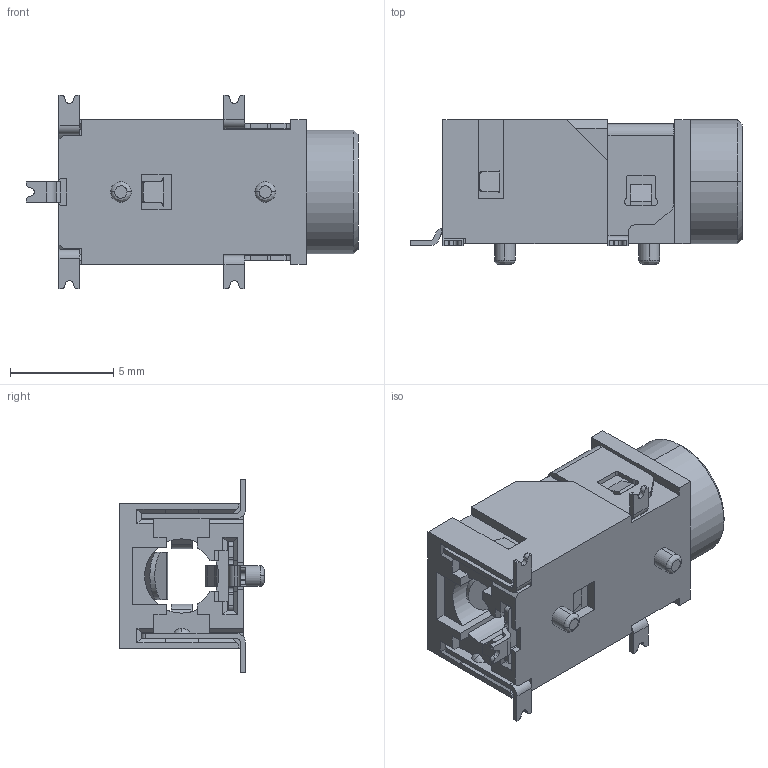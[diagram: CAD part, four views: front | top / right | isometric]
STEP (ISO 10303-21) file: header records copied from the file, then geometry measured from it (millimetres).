
FILE_DESCRIPTION (( 'STEP AP214' ), '1' );
FILE_NAME ('CUI_DEVICES_SJ2-3514A-SMT-TR.STEP', '2020-03-28T00:39:50', ( '' ), ( '' ), 'SwSTEP 2.0', 'SolidWorks 2018', '' );
FILE_SCHEMA (( 'AUTOMOTIVE_DESIGN' ));
Length unit declared in the file: millimetre
Products named in the file (1): CUI_DEVICES_SJ2-3514A-SMT-TR
Bounding box: 16.1 x 7 x 9.4 mm (x, y, z)
Volume: 396.9 mm3; surface area: 824.4 mm2
Topology: 1 solids, 1 shells, 405 faces, 1159 edges, 762 vertices
Faces by surface type: plane 284, cylinder 101, bspline 16, cone 4
Entity records: 15593 total; most frequent: CARTESIAN_POINT 2715, ORIENTED_EDGE 2318, DIRECTION 2104, EDGE_CURVE 1159, LINE 870, VECTOR 870, VERTEX_POINT 762, AXIS2_PLACEMENT_3D 617
